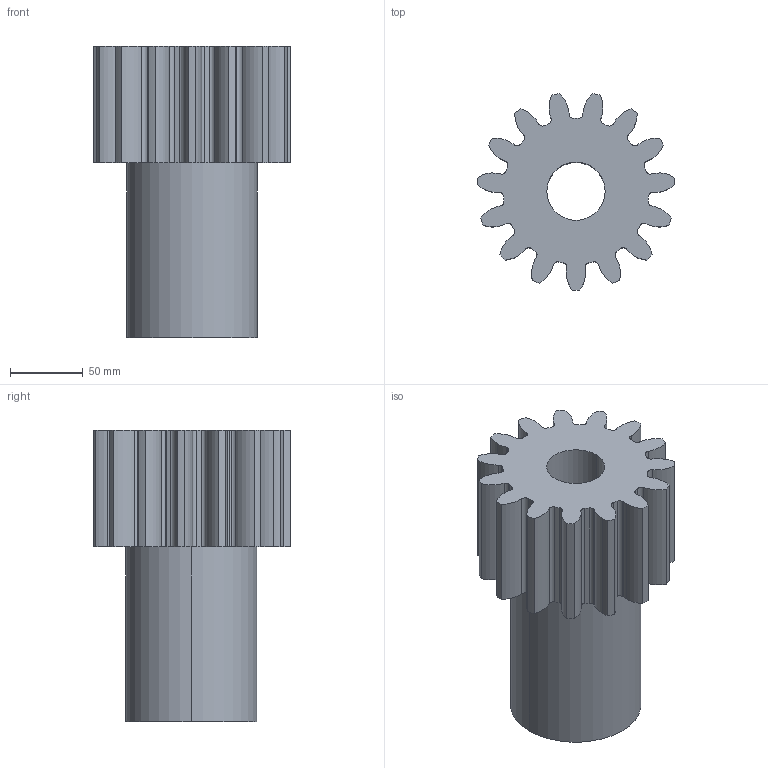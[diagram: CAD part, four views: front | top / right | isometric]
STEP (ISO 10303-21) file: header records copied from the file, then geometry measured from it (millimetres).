
FILE_DESCRIPTION (( 'STEP AP214' ), '1' );
FILE_NAME ('116-080-415.step', '2010-07-19T09:30:51', ( 'WMH Herion Antriebstechnik GmbH' ), ( 'WMH Herion Antriebstechnik GmbH' ), 'SwSTEP 2.0', 'SolidWorks 2010', '' );
FILE_SCHEMA (( 'AUTOMOTIVE_DESIGN' ));
Length unit declared in the file: millimetre
Products named in the file (1): 116-080-415
Bounding box: 135.7 x 135 x 200 mm (x, y, z)
Volume: 1392551.9 mm3; surface area: 138638.7 mm2
Topology: 1 solids, 1 shells, 108 faces, 315 edges, 210 vertices
Faces by surface type: cylinder 105, plane 3
Entity records: 3747 total; most frequent: DIRECTION 743, CARTESIAN_POINT 634, ORIENTED_EDGE 630, AXIS2_PLACEMENT_3D 319, EDGE_CURVE 315, CIRCLE 210, VERTEX_POINT 210, EDGE_LOOP 111
